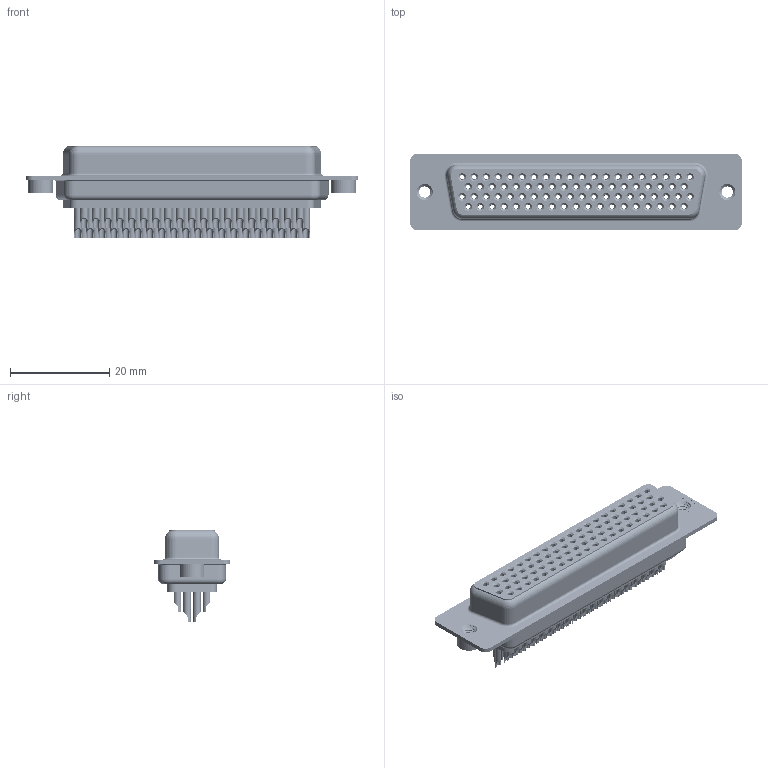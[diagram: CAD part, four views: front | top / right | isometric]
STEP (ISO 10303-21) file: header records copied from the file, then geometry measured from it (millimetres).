
FILE_DESCRIPTION (( 'STEP AP203' ), '1' );
FILE_NAME ('638-078-632-242.STEP', '2020-07-20T05:09:06', ( '' ), ( '' ), 'SwSTEP 2.0', 'SolidWorks 2020', '' );
FILE_SCHEMA (( 'CONFIG_CONTROL_DESIGN' ));
Length unit declared in the file: millimetre
Products named in the file (9): 638 Housing_78 Contacts; 638 Contact Row 78_32; 638 Shell Front_78 Contacts; 638 Shell Rear_78 Contacts; 638 Contact Row 1_32(78); 638-078-632-242; 638 Contact Row 3_32; 638 4-40 Threaded Rivet; 638 Contact Row 2_32(78)
Assembly tree (83 placements, depth 2):
  638-078-632-242
    638 Housing_78 Contacts
    638 Shell Front_78 Contacts
    638 Shell Rear_78 Contacts
    638 Contact Row 1_32(78)  x19
    638 Contact Row 2_32(78)  x20
    638 Contact Row 3_32  x19
    638 Contact Row 78_32  x20
    638 4-40 Threaded Rivet  x2
Bounding box: 67 x 15.4 x 18.6 mm (x, y, z)
Volume: 6040.2 mm3; surface area: 22122.6 mm2
Topology: 83 solids, 83 shells, 7221 faces, 18313 edges, 11503 vertices
Faces by surface type: cylinder 2087, plane 1705, bspline 1566, torus 1461, cone 402
Entity records: 52635 total; most frequent: CARTESIAN_POINT 12992, DIRECTION 8276, ORIENTED_EDGE 7160, EDGE_CURVE 3580, AXIS2_PLACEMENT_3D 3514, VERTEX_POINT 2275, EDGE_LOOP 1977, CIRCLE 1947
